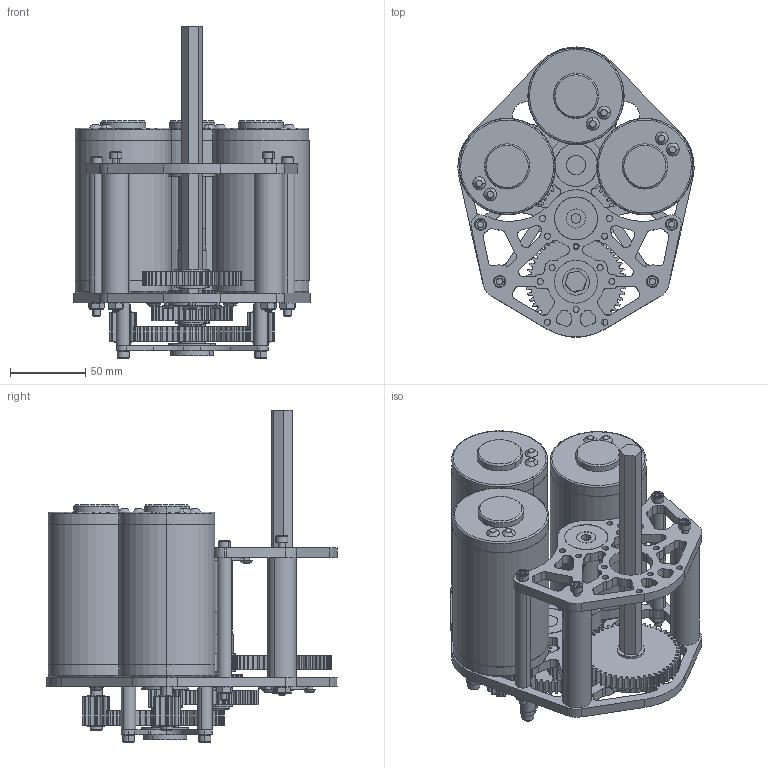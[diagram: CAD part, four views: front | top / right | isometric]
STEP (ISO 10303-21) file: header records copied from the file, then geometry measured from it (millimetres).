
FILE_DESCRIPTION (( 'STEP AP214' ), '1' );
FILE_NAME ('WCP-0155 Rev1 - WCP 3 Motor Flipped Gearbox (SS).STEP', '2019-01-05T21:32:53', ( '' ), ( '' ), 'SwSTEP 2.0', 'SolidWorks 2018', '' );
FILE_SCHEMA (( 'AUTOMOTIVE_DESIGN' ));
Length unit declared in the file: inch
Products named in the file (30): NFS-0010_#10-32_thin_locknut_Default<As Machined>; 217-3099_12T_CIM; NFS-0002_BHCS_#10-32_0_250L_Default<As Machined>; NFS-0001_BHCS_#10-32_0_500L_Default<As Machined>; WCP-0155-006 Rev1; 217-2708_40T_500_hex; WCP-0155-007 Rev1; 217-2731_0_500_flanged_bearing; 0_500_L_500_hex_spacer_217-3261; NFS-0009_0_500_snapring_97633A200; NFS-0018_SHCS_#10-32_1_750L_Default<As Machined>; 217-2000_CIM; WCP-0112 Rev1; NFS-0035_Machine_Key_2x2mm_20mmL_96717A075; 217-4006_0_500_flanged_thunderhex_bearing; 217-3574_60T_500_hex; NFS-0031_8mm_push_nut_92133A109; WCP-0155-005 Rev1; NFS-0036_Wave_Washer_9714K33; 217-3572_50T_500_hex; WCP-0155-010 Rev1; WCP-0155-004 Rev1; WCP-0155-002 Rev1; WCP-0155 Rev1 - WCP 3 Motor Flipped Gearbox (SS); WCP-0155-003 Rev1; WCP-0155-009 Rev1; NFS-0003_SHCS_#10-32_4_000L_Default<As Machined>; WCP-0155-012 Rev1; WCP-0155-008 Rev1; WCP-0155-001 Rev1
Assembly tree (63 placements, depth 2):
  WCP-0155 Rev1 - WCP 3 Motor Flipped Gearbox (SS)
    WCP-0155-001 Rev1
    WCP-0155-002 Rev1
    WCP-0155-006 Rev1  x2
    WCP-0155-003 Rev1
    WCP-0155-004 Rev1
    WCP-0155-005 Rev1
    WCP-0155-007 Rev1  x2
    WCP-0155-008 Rev1  x4
    WCP-0155-009 Rev1
    WCP-0155-010 Rev1
    WCP-0155-012 Rev1
    217-2731_0_500_flanged_bearing  x4
    217-4006_0_500_flanged_thunderhex_bearing
    WCP-0112 Rev1  x2
    217-3099_12T_CIM  x3
    217-3574_60T_500_hex
    217-2708_40T_500_hex
    217-3572_50T_500_hex
    217-2000_CIM  x3
    NFS-0003_SHCS_#10-32_4_000L_Default<As Machined>  x4
    NFS-0018_SHCS_#10-32_1_750L_Default<As Machined>  x4
    NFS-0001_BHCS_#10-32_0_500L_Default<As Machined>  x2
    NFS-0002_BHCS_#10-32_0_250L_Default<As Machined>  x4
    NFS-0010_#10-32_thin_locknut_Default<As Machined>  x4
    NFS-0009_0_500_snapring_97633A200  x2
    NFS-0031_8mm_push_nut_92133A109  x6
    NFS-0035_Machine_Key_2x2mm_20mmL_96717A075  x3
    NFS-0036_Wave_Washer_9714K33
    0_500_L_500_hex_spacer_217-3261
Bounding box: 157.05 x 192.91 x 220.73 mm (x, y, z)
Volume: 1393958.8 mm3; surface area: 283106 mm2
Topology: 67 solids, 67 shells, 2484 faces, 6358 edges, 4088 vertices
Faces by surface type: cylinder 1245, plane 631, cone 322, bspline 250, torus 24, sphere 12
Entity records: 105287 total; most frequent: CARTESIAN_POINT 65529, ORIENTED_EDGE 7786, DIRECTION 7702, EDGE_CURVE 3893, AXIS2_PLACEMENT_3D 3018, VERTEX_POINT 2545, CIRCLE 1701, EDGE_LOOP 1680
